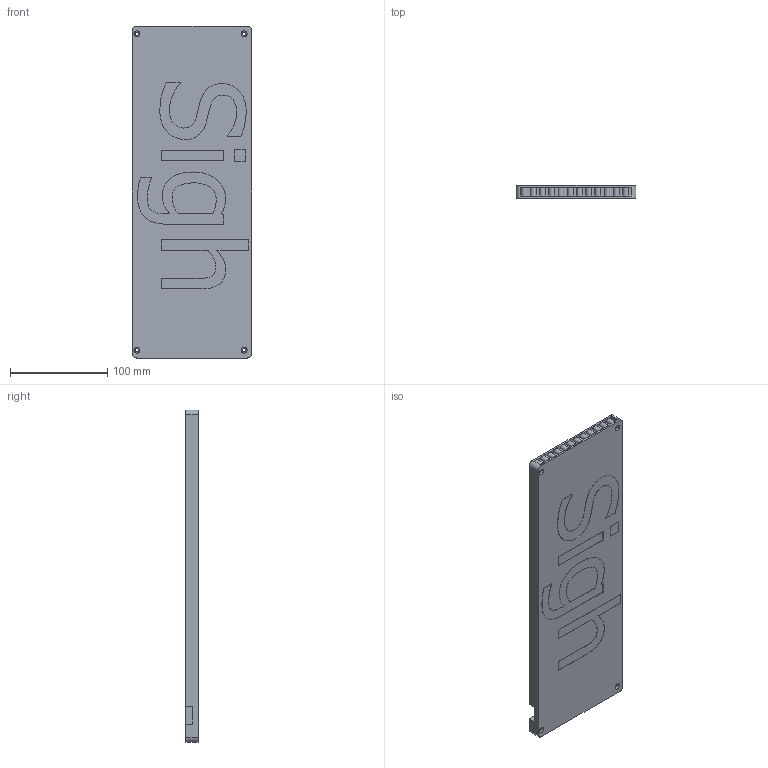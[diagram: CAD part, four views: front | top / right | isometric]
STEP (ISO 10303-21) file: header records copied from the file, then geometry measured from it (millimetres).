
FILE_DESCRIPTION(/* description */ (''),/* implementation_level */ '2;1');
FILE_NAME(/* name */ 'Bottom_Plate_MKey.stp',/* time_stamp */ '2025-07-05T14:32:53-05:00',/* author */ ('SaiAn'),/* organization */ (''),/* preprocessor_version */ 'ST-DEVELOPER v20.1',/* originating_system */ 'Autodesk Inventor 2026',/* authorisation */ '');
FILE_SCHEMA (('AUTOMOTIVE_DESIGN { 1 0 10303 214 3 1 1 }'));
Length unit declared in the file: millimetre
Products named in the file (1): Bottom_Plate_MKey
Bounding box: 123.47 x 13 x 341.78 mm (x, y, z)
Volume: 219893.1 mm3; surface area: 109100.1 mm2
Topology: 1 solids, 1 shells, 353 faces, 893 edges, 552 vertices
Faces by surface type: plane 246, cylinder 71, bspline 36
Full cylindrical faces by diameter (mm): 3.4 x4, 6 x4
Entity records: 11035 total; most frequent: CARTESIAN_POINT 2267, ORIENTED_EDGE 1786, DIRECTION 1717, EDGE_CURVE 893, AXIS2_PLACEMENT_3D 578, LINE 561, VECTOR 561, VERTEX_POINT 552
